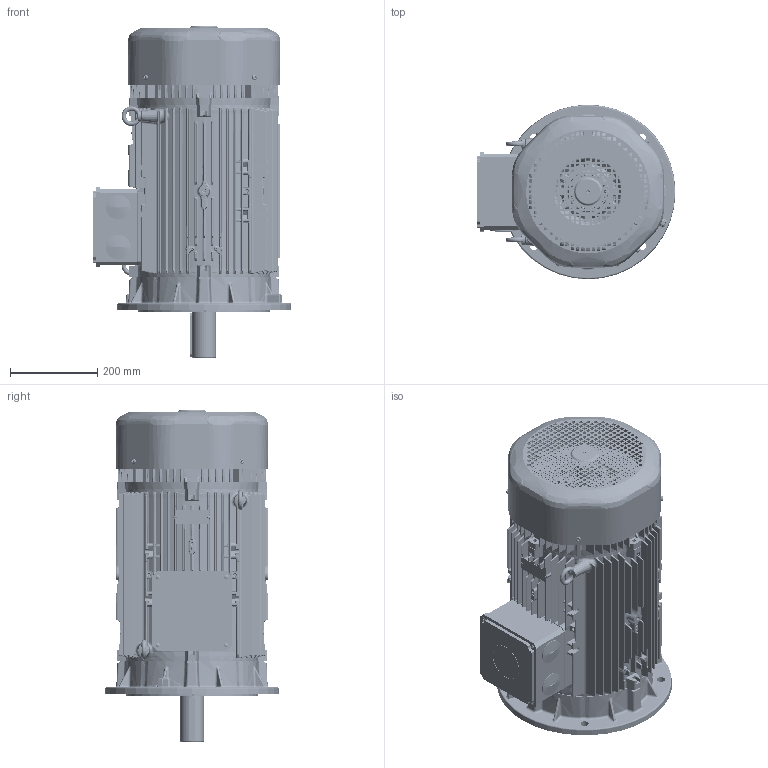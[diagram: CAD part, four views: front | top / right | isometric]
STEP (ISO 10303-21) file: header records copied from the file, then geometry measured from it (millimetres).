
FILE_DESCRIPTION(/* description */ (''),/* implementation_level */ '2;1');
FILE_NAME(/* name */ '(QH series) 200_B5 - Deep Cover.stp',/* time_stamp */ '2024-07-30T16:05:52+03:00',/* author */ (''),/* organization */ (''),/* preprocessor_version */ 'ST-DEVELOPER v18.102',/* originating_system */ 'SIEMENS PLM Software NX2206.8101',/* authorisation */ '');
FILE_SCHEMA (('AUTOMOTIVE_DESIGN { 1 0 10303 214 3 1 1 1 }'));
Products named in the file (1): model1_objects
Bounding box: 454.84 x 399.69 x 759 mm (x, y, z)
Surface area: 3565534.6 mm2 (no closed solid volume)
Topology: 0 solids, 66 shells, 13316 faces, 33318 edges, 19747 vertices
Faces by surface type: cylinder 5362, plane 3510, torus 1584, bspline 1407, sphere 825, cone 620, revolution 8
Full cylindrical faces by diameter (mm): 2.4 x2, 2.89 x2, 3.2 x2, 4 x3, 4.3 x4, 4.918 x4, 5.5 x3, 5.6 x8, 6 x4, 6.3 x1, 6.5 x4, 6.8 x8, 7.6 x1, 8 x1, 8.5 x2, 9 x4, 9.444 x3, 10 x5, 12 x4, 18.5 x4, 20 x1, 21 x1, 25 x2, 25.05 x2, 43.4 x1, 48.38 x2, 49.6 x1, 50 x1, 50.2 x1, 50.3 x1
Entity records: 448486 total; most frequent: CARTESIAN_POINT 156604, ORIENTED_EDGE 64092, DIRECTION 54822, EDGE_CURVE 32046, AXIS2_PLACEMENT_3D 21165, VERTEX_POINT 19623, EDGE_LOOP 14945, ADVANCED_FACE 13307
